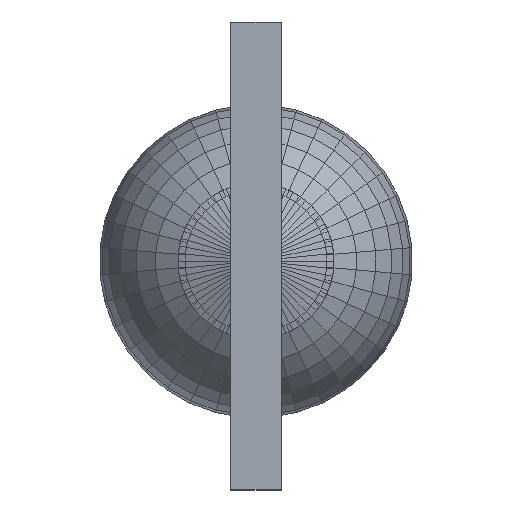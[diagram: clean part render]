
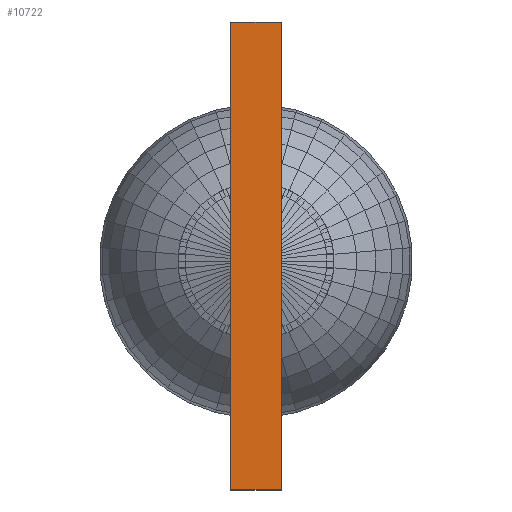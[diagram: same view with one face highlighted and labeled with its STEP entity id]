
A CAD part, top view. The second image highlights one B-rep face of the part: STEP entity #10722.
In plain terms, the highlighted planar face has unit normal (0, 0, 1).
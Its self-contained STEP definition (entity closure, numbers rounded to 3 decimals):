
#18=FACE_OUTER_BOUND('',#730,.T.);
#730=EDGE_LOOP('',(#6986,#6987,#6988,#6989));
#1509=LINE('',#15277,#3055);
#1510=LINE('',#15279,#3056);
#1511=LINE('',#15281,#3057);
#1512=LINE('',#15282,#3058);
#3055=VECTOR('',#12240,1000.);
#3056=VECTOR('',#12241,1000.);
#3057=VECTOR('',#12242,1000.);
#3058=VECTOR('',#12243,1000.);
#4601=VERTEX_POINT('',#15275);
#4602=VERTEX_POINT('',#15276);
#4603=VERTEX_POINT('',#15278);
#4604=VERTEX_POINT('',#15280);
#5440=EDGE_CURVE('',#4601,#4602,#1509,.T.);
#5441=EDGE_CURVE('',#4603,#4601,#1510,.T.);
#5442=EDGE_CURVE('',#4604,#4603,#1511,.T.);
#5443=EDGE_CURVE('',#4602,#4604,#1512,.T.);
#6986=ORIENTED_EDGE('',*,*,#5440,.F.);
#6987=ORIENTED_EDGE('',*,*,#5441,.F.);
#6988=ORIENTED_EDGE('',*,*,#5442,.F.);
#6989=ORIENTED_EDGE('',*,*,#5443,.F.);
#10011=PLANE('',#11456);
#10722=ADVANCED_FACE('',(#18),#10011,.T.);
#11456=AXIS2_PLACEMENT_3D('',#15274,#12238,#12239);
#12238=DIRECTION('center_axis',(0.,0.,
1.));
#12239=DIRECTION('ref_axis',(0.,1.,0.));
#12240=DIRECTION('',(0.,-1.,0.));
#12241=DIRECTION('',(1.,0.,0.));
#12242=DIRECTION('',(0.,1.,0.));
#12243=DIRECTION('',(-1.,0.,0.));
#15274=CARTESIAN_POINT('Origin',(0.,0.552,0.011));
#15275=CARTESIAN_POINT('',(6.5,60.552,0.011));
#15276=CARTESIAN_POINT('',(6.5,-59.448,0.011));
#15277=CARTESIAN_POINT('',(6.5,60.552,0.011));
#15278=CARTESIAN_POINT('',(-6.5,60.552,0.011));
#15279=CARTESIAN_POINT('',(-6.5,60.552,0.011));
#15280=CARTESIAN_POINT('',(-6.5,-59.448,0.011));
#15281=CARTESIAN_POINT('',(-6.5,-59.448,0.011));
#15282=CARTESIAN_POINT('',(6.5,-59.448,0.011));
